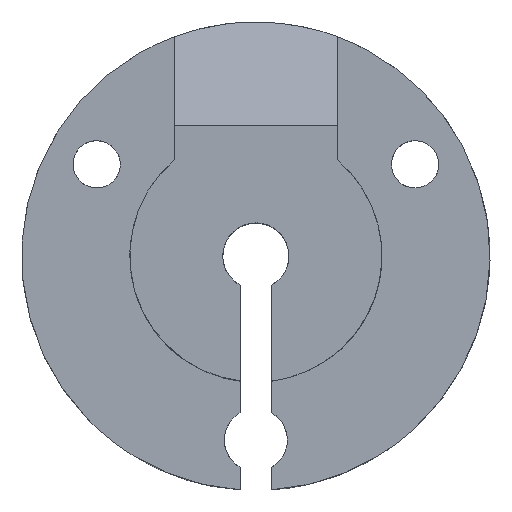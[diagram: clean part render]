
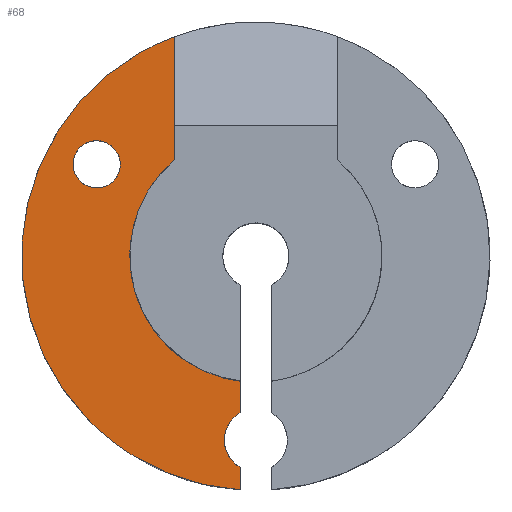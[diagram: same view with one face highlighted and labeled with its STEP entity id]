
A CAD part, top view. The second image highlights one B-rep face of the part: STEP entity #68.
In plain terms, the highlighted planar face has unit normal (0, 0, 1).
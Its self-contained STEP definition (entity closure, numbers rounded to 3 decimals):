
#20=FACE_BOUND('',#171,.T.);
#68=ADVANCED_FACE('',(#116,#20),#843,.T.);
#116=FACE_OUTER_BOUND('',#170,.T.);
#170=EDGE_LOOP('',(#424,#425,#426,#427,#428,#429,#430,#431,#432,#433,#434,
#435,#436));
#171=EDGE_LOOP('',(#437));
#424=ORIENTED_EDGE('',*,*,#587,.F.);
#425=ORIENTED_EDGE('',*,*,#464,.F.);
#426=ORIENTED_EDGE('',*,*,#569,.F.);
#427=ORIENTED_EDGE('',*,*,#570,.F.);
#428=ORIENTED_EDGE('',*,*,#501,.F.);
#429=ORIENTED_EDGE('',*,*,#507,.T.);
#430=ORIENTED_EDGE('',*,*,#520,.T.);
#431=ORIENTED_EDGE('',*,*,#573,.T.);
#432=ORIENTED_EDGE('',*,*,#586,.F.);
#433=ORIENTED_EDGE('',*,*,#585,.F.);
#434=ORIENTED_EDGE('',*,*,#562,.T.);
#435=ORIENTED_EDGE('',*,*,#565,.T.);
#436=ORIENTED_EDGE('',*,*,#579,.T.);
#437=ORIENTED_EDGE('',*,*,#511,.T.);
#464=EDGE_CURVE('',#735,#788,#599,.T.);
#501=EDGE_CURVE('',#761,#808,#679,.T.);
#507=EDGE_CURVE('',#761,#778,#624,.T.);
#511=EDGE_CURVE('',#780,#780,#684,.T.);
#520=EDGE_CURVE('',#778,#812,#689,.T.);
#562=EDGE_CURVE('',#816,#817,#714,.T.);
#565=EDGE_CURVE('',#817,#819,#715,.T.);
#569=EDGE_CURVE('',#809,#735,#717,.T.);
#570=EDGE_CURVE('',#808,#809,#718,.T.);
#573=EDGE_CURVE('',#812,#779,#721,.T.);
#579=EDGE_CURVE('',#819,#804,#652,.T.);
#585=EDGE_CURVE('',#816,#821,#656,.T.);
#586=EDGE_CURVE('',#821,#779,#657,.T.);
#587=EDGE_CURVE('',#788,#804,#728,.T.);
#599=B_SPLINE_CURVE_WITH_KNOTS('',1,(#1229,#1230),.UNSPECIFIED.,.F.,.F.,
(2,2),(41.86,49.695),.UNSPECIFIED.);
#624=B_SPLINE_CURVE_WITH_KNOTS('',1,(#1414,#1415),.UNSPECIFIED.,.F.,.F.,
(2,2),(0.,1.43),.UNSPECIFIED.);
#652=B_SPLINE_CURVE_WITH_KNOTS('',1,(#1666,#1667),.UNSPECIFIED.,.F.,.F.,
(2,2),(9.58,10.723),.UNSPECIFIED.);
#656=B_SPLINE_CURVE_WITH_KNOTS('',1,(#1686,#1687),.UNSPECIFIED.,.F.,.F.,
(2,2),(-12.633,-8.05),.UNSPECIFIED.);
#657=B_SPLINE_CURVE_WITH_KNOTS('',1,(#1688,#1689),.UNSPECIFIED.,.F.,.F.,
(2,2),(-8.05,-6.049),.UNSPECIFIED.);
#679=(
BOUNDED_CURVE()
B_SPLINE_CURVE(2,(#1394,#1395,#1396),.UNSPECIFIED.,.F.,.F.)
B_SPLINE_CURVE_WITH_KNOTS((3,3),(0.,10.565),.UNSPECIFIED.)
CURVE()
GEOMETRIC_REPRESENTATION_ITEM()
RATIONAL_B_SPLINE_CURVE((1.,0.944,1.))
REPRESENTATION_ITEM('')
);
#684=(
BOUNDED_CURVE()
B_SPLINE_CURVE(2,(#1426,#1427,#1428,#1429,#1430,#1431,#1432,#1433,#1434),
 .UNSPECIFIED.,.T.,.F.)
B_SPLINE_CURVE_WITH_KNOTS((3,2,2,2,3),(-12.,-9.,-6.,
-3.,0.),.UNSPECIFIED.)
CURVE()
GEOMETRIC_REPRESENTATION_ITEM()
RATIONAL_B_SPLINE_CURVE((1.,0.707,1.,0.707,1.,0.707,
1.,0.707,1.))
REPRESENTATION_ITEM('')
);
#689=(
BOUNDED_CURVE()
B_SPLINE_CURVE(2,(#1475,#1476,#1477,#1478,#1479),.UNSPECIFIED.,.F.,.F.)
B_SPLINE_CURVE_WITH_KNOTS((3,2,3),(-4.619,-2.309,
-1.547),.UNSPECIFIED.)
CURVE()
GEOMETRIC_REPRESENTATION_ITEM()
RATIONAL_B_SPLINE_CURVE((1.,0.866,1.,0.985,1.))
REPRESENTATION_ITEM('')
);
#714=(
BOUNDED_CURVE()
B_SPLINE_CURVE(2,(#1607,#1608,#1609),.UNSPECIFIED.,.F.,.F.)
B_SPLINE_CURVE_WITH_KNOTS((3,3),(-52.392,-50.265),
 .UNSPECIFIED.)
CURVE()
GEOMETRIC_REPRESENTATION_ITEM()
RATIONAL_B_SPLINE_CURVE((1.,0.872,1.))
REPRESENTATION_ITEM('')
);
#715=(
BOUNDED_CURVE()
B_SPLINE_CURVE(2,(#1614,#1615,#1616),.UNSPECIFIED.,.F.,.F.)
B_SPLINE_CURVE_WITH_KNOTS((3,3),(-63.46,-63.343),
 .UNSPECIFIED.)
CURVE()
GEOMETRIC_REPRESENTATION_ITEM()
RATIONAL_B_SPLINE_CURVE((1.,1.,1.))
REPRESENTATION_ITEM('')
);
#717=(
BOUNDED_CURVE()
B_SPLINE_CURVE(2,(#1623,#1624,#1625,#1626,#1627,#1628,#1629,#1630,#1631),
 .UNSPECIFIED.,.F.,.F.)
B_SPLINE_CURVE_WITH_KNOTS((3,2,2,2,3),(11.803,13.337,
26.673,40.01,43.033),.UNSPECIFIED.)
CURVE()
GEOMETRIC_REPRESENTATION_ITEM()
RATIONAL_B_SPLINE_CURVE((1.,0.999,1.,0.912,1.,0.912,
1.,0.996,1.))
REPRESENTATION_ITEM('')
);
#718=(
BOUNDED_CURVE()
B_SPLINE_CURVE(2,(#1632,#1633,#1634),.UNSPECIFIED.,.F.,.F.)
B_SPLINE_CURVE_WITH_KNOTS((3,3),(10.565,11.803),
 .UNSPECIFIED.)
CURVE()
GEOMETRIC_REPRESENTATION_ITEM()
RATIONAL_B_SPLINE_CURVE((1.,0.999,1.))
REPRESENTATION_ITEM('')
);
#721=(
BOUNDED_CURVE()
B_SPLINE_CURVE(2,(#1643,#1644,#1645),.UNSPECIFIED.,.F.,.F.)
B_SPLINE_CURVE_WITH_KNOTS((3,3),(-1.547,0.),.UNSPECIFIED.)
CURVE()
GEOMETRIC_REPRESENTATION_ITEM()
RATIONAL_B_SPLINE_CURVE((1.,0.938,1.))
REPRESENTATION_ITEM('')
);
#728=(
BOUNDED_CURVE()
B_SPLINE_CURVE(2,(#1690,#1691,#1692),.UNSPECIFIED.,.F.,.F.)
B_SPLINE_CURVE_WITH_KNOTS((3,3),(50.869,57.744),
 .UNSPECIFIED.)
CURVE()
GEOMETRIC_REPRESENTATION_ITEM()
RATIONAL_B_SPLINE_CURVE((1.,0.907,1.))
REPRESENTATION_ITEM('')
);
#735=VERTEX_POINT('',#1106);
#761=VERTEX_POINT('',#1132);
#778=VERTEX_POINT('',#1149);
#779=VERTEX_POINT('',#1150);
#780=VERTEX_POINT('',#1151);
#788=VERTEX_POINT('',#1159);
#804=VERTEX_POINT('',#1175);
#808=VERTEX_POINT('',#1179);
#809=VERTEX_POINT('',#1180);
#812=VERTEX_POINT('',#1183);
#816=VERTEX_POINT('',#1187);
#817=VERTEX_POINT('',#1188);
#819=VERTEX_POINT('',#1190);
#821=VERTEX_POINT('',#1192);
#843=PLANE('',#995);
#995=AXIS2_PLACEMENT_3D('',#1093,#1044,$);
#1044=DIRECTION('',(0.,0.,1.));
#1093=CARTESIAN_POINT('',(19.844,-152.808,17.357));
#1106=CARTESIAN_POINT('',(30.649,-153.095,17.357));
#1132=CARTESIAN_POINT('',(34.825,-181.864,17.357));
#1149=CARTESIAN_POINT('',(34.825,-180.434,17.357));
#1150=CARTESIAN_POINT('',(34.825,-176.97,17.357));
#1151=CARTESIAN_POINT('',(24.968,-162.495,17.357));
#1159=CARTESIAN_POINT('',(30.649,-160.931,17.357));
#1175=CARTESIAN_POINT('',(27.825,-167.031,17.357));
#1179=CARTESIAN_POINT('',(25.825,-178.031,17.357));
#1180=CARTESIAN_POINT('',(25.,-177.221,17.357));
#1183=CARTESIAN_POINT('',(33.94,-178.031,17.357));
#1187=CARTESIAN_POINT('',(34.825,-168.878,17.357));
#1188=CARTESIAN_POINT('',(33.727,-167.138,17.357));
#1190=CARTESIAN_POINT('',(33.725,-167.031,17.357));
#1192=CARTESIAN_POINT('',(34.825,-174.969,17.357));
#1229=CARTESIAN_POINT('',(30.649,-153.095,17.357));
#1230=CARTESIAN_POINT('',(30.649,-160.931,17.357));
#1394=CARTESIAN_POINT('',(34.825,-181.864,17.357));
#1395=CARTESIAN_POINT('',(29.657,-181.515,17.357));
#1396=CARTESIAN_POINT('',(25.825,-178.031,17.357));
#1414=CARTESIAN_POINT('',(34.825,-181.864,17.357));
#1415=CARTESIAN_POINT('',(34.825,-180.434,17.357));
#1426=CARTESIAN_POINT('',(24.968,-162.495,17.357));
#1427=CARTESIAN_POINT('',(23.669,-161.745,17.357));
#1428=CARTESIAN_POINT('',(24.419,-160.446,17.357));
#1429=CARTESIAN_POINT('',(25.169,-159.147,17.357));
#1430=CARTESIAN_POINT('',(26.468,-159.897,17.357));
#1431=CARTESIAN_POINT('',(27.767,-160.647,17.357));
#1432=CARTESIAN_POINT('',(27.017,-161.946,17.357));
#1433=CARTESIAN_POINT('',(26.267,-163.245,17.357));
#1434=CARTESIAN_POINT('',(24.968,-162.495,17.357));
#1475=CARTESIAN_POINT('',(34.825,-180.434,17.357));
#1476=CARTESIAN_POINT('',(33.825,-179.857,17.357));
#1477=CARTESIAN_POINT('',(33.825,-178.702,17.357));
#1478=CARTESIAN_POINT('',(33.825,-178.357,17.357));
#1479=CARTESIAN_POINT('',(33.94,-178.031,17.357));
#1607=CARTESIAN_POINT('',(34.825,-168.878,17.357));
#1608=CARTESIAN_POINT('',(33.787,-168.316,17.357));
#1609=CARTESIAN_POINT('',(33.727,-167.138,17.357));
#1614=CARTESIAN_POINT('',(33.727,-167.138,17.357));
#1615=CARTESIAN_POINT('',(33.725,-167.084,17.357));
#1616=CARTESIAN_POINT('',(33.725,-167.031,17.357));
#1623=CARTESIAN_POINT('',(25.,-177.221,17.357));
#1624=CARTESIAN_POINT('',(24.516,-176.706,17.357));
#1625=CARTESIAN_POINT('',(24.082,-176.148,17.357));
#1626=CARTESIAN_POINT('',(19.993,-170.881,17.357));
#1627=CARTESIAN_POINT('',(21.207,-164.324,17.357));
#1628=CARTESIAN_POINT('',(22.422,-157.767,17.357));
#1629=CARTESIAN_POINT('',(28.126,-154.314,17.357));
#1630=CARTESIAN_POINT('',(29.33,-153.585,17.357));
#1631=CARTESIAN_POINT('',(30.649,-153.095,17.357));
#1632=CARTESIAN_POINT('',(25.825,-178.031,17.357));
#1633=CARTESIAN_POINT('',(25.397,-177.642,17.357));
#1634=CARTESIAN_POINT('',(25.,-177.221,17.357));
#1643=CARTESIAN_POINT('',(33.94,-178.031,17.357));
#1644=CARTESIAN_POINT('',(34.187,-177.338,17.357));
#1645=CARTESIAN_POINT('',(34.825,-176.97,17.357));
#1666=CARTESIAN_POINT('',(33.725,-167.031,17.357));
#1667=CARTESIAN_POINT('',(27.825,-167.031,17.357));
#1686=CARTESIAN_POINT('',(34.825,-168.878,17.357));
#1687=CARTESIAN_POINT('',(34.825,-174.969,17.357));
#1688=CARTESIAN_POINT('',(34.825,-174.969,17.357));
#1689=CARTESIAN_POINT('',(34.825,-176.97,17.357));
#1690=CARTESIAN_POINT('',(30.649,-160.931,17.357));
#1691=CARTESIAN_POINT('',(27.825,-163.327,17.357));
#1692=CARTESIAN_POINT('',(27.825,-167.031,17.357));
